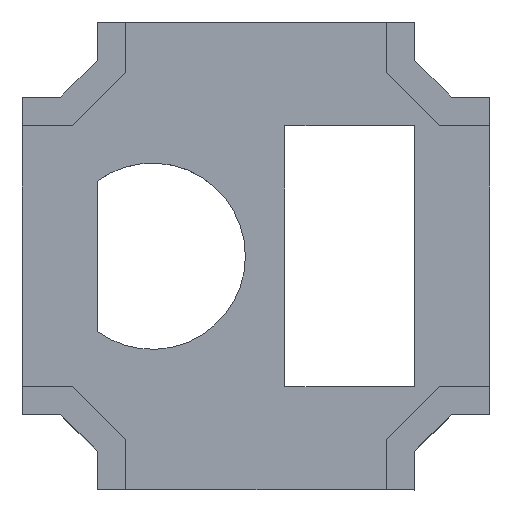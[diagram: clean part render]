
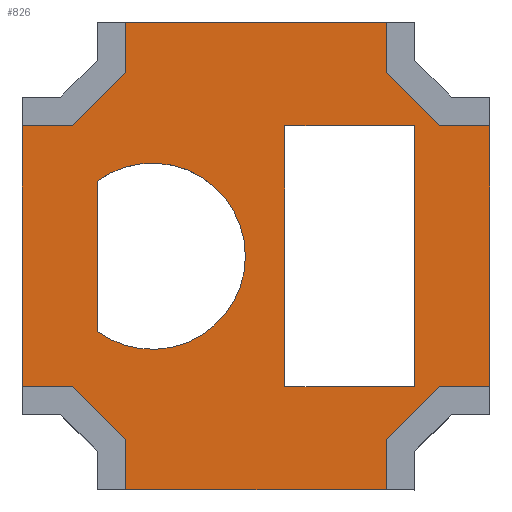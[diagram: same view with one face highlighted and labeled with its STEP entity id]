
A CAD part, top view. The second image highlights one B-rep face of the part: STEP entity #826.
In plain terms, the highlighted planar face has unit normal (0, 0, 1).
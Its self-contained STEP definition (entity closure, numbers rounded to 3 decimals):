
#17=FACE_BOUND('',#104,.T.);
#18=FACE_BOUND('',#105,.T.);
#20=CIRCLE('',#874,9.902);
#61=FACE_OUTER_BOUND('',#103,.T.);
#103=EDGE_LOOP('',(#726,#727,#728,#729,#730,#731,#732,#733,#734,#735,#736,
#737,#738,#739,#740,#741));
#104=EDGE_LOOP('',(#742,#743));
#105=EDGE_LOOP('',(#744,#745,#746,#747));
#106=LINE('',#1091,#218);
#110=LINE('',#1099,#222);
#113=LINE('',#1105,#225);
#121=LINE('',#1122,#233);
#125=LINE('',#1130,#237);
#128=LINE('',#1136,#240);
#136=LINE('',#1153,#248);
#140=LINE('',#1161,#252);
#143=LINE('',#1167,#255);
#151=LINE('',#1184,#263);
#155=LINE('',#1192,#267);
#158=LINE('',#1198,#270);
#188=LINE('',#1259,#300);
#192=LINE('',#1271,#304);
#196=LINE('',#1278,#308);
#197=LINE('',#1281,#309);
#201=LINE('',#1287,#313);
#203=LINE('',#1290,#315);
#207=LINE('',#1298,#319);
#212=LINE('',#1306,#324);
#217=LINE('',#1315,#329);
#218=VECTOR('',#893,10.);
#222=VECTOR('',#899,10.);
#225=VECTOR('',#904,10.);
#233=VECTOR('',#916,10.);
#237=VECTOR('',#922,10.);
#240=VECTOR('',#927,10.);
#248=VECTOR('',#939,10.);
#252=VECTOR('',#945,10.);
#255=VECTOR('',#950,10.);
#263=VECTOR('',#962,10.);
#267=VECTOR('',#968,10.);
#270=VECTOR('',#973,10.);
#300=VECTOR('',#1023,10.);
#304=VECTOR('',#1035,10.);
#308=VECTOR('',#1041,10.);
#309=VECTOR('',#1044,10.);
#313=VECTOR('',#1050,10.);
#315=VECTOR('',#1054,10.);
#319=VECTOR('',#1062,10.);
#324=VECTOR('',#1071,10.);
#329=VECTOR('',#1082,10.);
#330=VERTEX_POINT('',#1089);
#331=VERTEX_POINT('',#1090);
#334=VERTEX_POINT('',#1098);
#336=VERTEX_POINT('',#1104);
#342=VERTEX_POINT('',#1120);
#343=VERTEX_POINT('',#1121);
#346=VERTEX_POINT('',#1129);
#348=VERTEX_POINT('',#1135);
#354=VERTEX_POINT('',#1151);
#355=VERTEX_POINT('',#1152);
#358=VERTEX_POINT('',#1160);
#360=VERTEX_POINT('',#1166);
#366=VERTEX_POINT('',#1182);
#367=VERTEX_POINT('',#1183);
#370=VERTEX_POINT('',#1191);
#372=VERTEX_POINT('',#1197);
#392=VERTEX_POINT('',#1256);
#393=VERTEX_POINT('',#1258);
#396=VERTEX_POINT('',#1268);
#397=VERTEX_POINT('',#1270);
#399=VERTEX_POINT('',#1276);
#400=VERTEX_POINT('',#1280);
#406=EDGE_CURVE('',#330,#331,#106,.T.);
#410=EDGE_CURVE('',#331,#334,#110,.T.);
#413=EDGE_CURVE('',#336,#330,#113,.T.);
#421=EDGE_CURVE('',#342,#343,#121,.T.);
#425=EDGE_CURVE('',#343,#346,#125,.T.);
#428=EDGE_CURVE('',#348,#342,#128,.T.);
#436=EDGE_CURVE('',#354,#355,#136,.T.);
#440=EDGE_CURVE('',#355,#358,#140,.T.);
#443=EDGE_CURVE('',#360,#354,#143,.T.);
#451=EDGE_CURVE('',#366,#367,#151,.T.);
#455=EDGE_CURVE('',#367,#370,#155,.T.);
#458=EDGE_CURVE('',#372,#366,#158,.T.);
#488=EDGE_CURVE('',#393,#392,#188,.T.);
#491=EDGE_CURVE('',#392,#393,#20,.T.);
#494=EDGE_CURVE('',#397,#396,#192,.T.);
#498=EDGE_CURVE('',#396,#399,#196,.T.);
#499=EDGE_CURVE('',#400,#397,#197,.T.);
#503=EDGE_CURVE('',#399,#400,#201,.T.);
#505=EDGE_CURVE('',#370,#336,#203,.T.);
#509=EDGE_CURVE('',#334,#348,#207,.T.);
#514=EDGE_CURVE('',#358,#372,#212,.T.);
#519=EDGE_CURVE('',#346,#360,#217,.T.);
#726=ORIENTED_EDGE('',*,*,#410,.T.);
#727=ORIENTED_EDGE('',*,*,#509,.T.);
#728=ORIENTED_EDGE('',*,*,#428,.T.);
#729=ORIENTED_EDGE('',*,*,#421,.T.);
#730=ORIENTED_EDGE('',*,*,#425,.T.);
#731=ORIENTED_EDGE('',*,*,#519,.T.);
#732=ORIENTED_EDGE('',*,*,#443,.T.);
#733=ORIENTED_EDGE('',*,*,#436,.T.);
#734=ORIENTED_EDGE('',*,*,#440,.T.);
#735=ORIENTED_EDGE('',*,*,#514,.T.);
#736=ORIENTED_EDGE('',*,*,#458,.T.);
#737=ORIENTED_EDGE('',*,*,#451,.T.);
#738=ORIENTED_EDGE('',*,*,#455,.T.);
#739=ORIENTED_EDGE('',*,*,#505,.T.);
#740=ORIENTED_EDGE('',*,*,#413,.T.);
#741=ORIENTED_EDGE('',*,*,#406,.T.);
#742=ORIENTED_EDGE('',*,*,#488,.T.);
#743=ORIENTED_EDGE('',*,*,#491,.T.);
#744=ORIENTED_EDGE('',*,*,#503,.T.);
#745=ORIENTED_EDGE('',*,*,#499,.T.);
#746=ORIENTED_EDGE('',*,*,#494,.T.);
#747=ORIENTED_EDGE('',*,*,#498,.T.);
#786=PLANE('',#888);
#826=ADVANCED_FACE('',(#61,#17,#18),#786,.T.);
#874=AXIS2_PLACEMENT_3D('',#1263,#1029,#1030);
#888=AXIS2_PLACEMENT_3D('',#1317,#1085,#1086);
#893=DIRECTION('',(-0.707,0.707,0.));
#899=DIRECTION('',(0.,1.,0.));
#904=DIRECTION('',(-1.,0.,0.));
#916=DIRECTION('',(-0.707,-0.707,0.));
#922=DIRECTION('',(-1.,0.,0.));
#927=DIRECTION('',(0.,-1.,0.));
#939=DIRECTION('',(0.707,-0.707,0.));
#945=DIRECTION('',(0.,-1.,0.));
#950=DIRECTION('',(1.,0.,0.));
#962=DIRECTION('',(0.707,0.707,0.));
#968=DIRECTION('',(1.,0.,0.));
#973=DIRECTION('',(0.,1.,0.));
#1023=DIRECTION('',(0.,1.,0.));
#1029=DIRECTION('center_axis',(0.,0.,
-1.));
#1030=DIRECTION('ref_axis',(0.59,0.808,0.));
#1035=DIRECTION('',(0.,1.,0.));
#1041=DIRECTION('',(1.,0.,0.));
#1044=DIRECTION('',(-1.,0.,0.));
#1050=DIRECTION('',(0.,-1.,0.));
#1054=DIRECTION('',(0.,1.,0.));
#1062=DIRECTION('',(-1.,0.,0.));
#1071=DIRECTION('',(1.,0.,0.));
#1082=DIRECTION('',(0.,-1.,0.));
#1085=DIRECTION('center_axis',(0.,0.,
1.));
#1086=DIRECTION('ref_axis',(1.,0.,0.));
#1089=CARTESIAN_POINT('',(19.527,13.869,2.));
#1090=CARTESIAN_POINT('',(13.869,19.527,2.));
#1091=CARTESIAN_POINT('',(10.068,23.327,2.));
#1098=CARTESIAN_POINT('',(13.869,24.85,2.));
#1099=CARTESIAN_POINT('',(13.869,12.425,2.));
#1104=CARTESIAN_POINT('',(24.85,13.869,2.));
#1105=CARTESIAN_POINT('',(-0.667,13.869,2.));
#1120=CARTESIAN_POINT('',(-13.869,19.527,2.));
#1121=CARTESIAN_POINT('',(-19.527,13.869,2.));
#1122=CARTESIAN_POINT('',(-23.327,10.068,2.));
#1129=CARTESIAN_POINT('',(-24.85,13.869,2.));
#1130=CARTESIAN_POINT('',(-22.855,13.869,2.));
#1135=CARTESIAN_POINT('',(-13.869,24.85,2.));
#1136=CARTESIAN_POINT('',(-13.869,9.763,2.));
#1151=CARTESIAN_POINT('',(-19.527,-13.869,2.));
#1152=CARTESIAN_POINT('',(-13.869,-19.527,2.));
#1153=CARTESIAN_POINT('',(-20.498,-12.897,2.));
#1160=CARTESIAN_POINT('',(-13.869,-24.85,2.));
#1161=CARTESIAN_POINT('',(-13.869,-12.425,2.));
#1166=CARTESIAN_POINT('',(-24.85,-13.869,2.));
#1167=CARTESIAN_POINT('',(-20.193,-13.869,2.));
#1182=CARTESIAN_POINT('',(13.869,-19.527,2.));
#1183=CARTESIAN_POINT('',(19.527,-13.869,2.));
#1184=CARTESIAN_POINT('',(12.897,-20.498,2.));
#1191=CARTESIAN_POINT('',(24.85,-13.869,2.));
#1192=CARTESIAN_POINT('',(1.995,-13.869,2.));
#1197=CARTESIAN_POINT('',(13.869,-24.85,2.));
#1198=CARTESIAN_POINT('',(13.869,-9.763,2.));
#1256=CARTESIAN_POINT('',(-16.87,7.997,2.));
#1258=CARTESIAN_POINT('',(-16.87,-7.997,2.));
#1259=CARTESIAN_POINT('',(-16.87,3.999,2.));
#1263=CARTESIAN_POINT('Origin',(-11.03,0.,
2.));
#1268=CARTESIAN_POINT('',(3.07,13.87,2.));
#1270=CARTESIAN_POINT('',(3.07,-13.87,2.));
#1271=CARTESIAN_POINT('',(3.07,-13.87,2.));
#1276=CARTESIAN_POINT('',(16.87,13.87,2.));
#1278=CARTESIAN_POINT('',(-16.87,13.87,2.));
#1280=CARTESIAN_POINT('',(16.87,-13.87,2.));
#1281=CARTESIAN_POINT('',(-16.87,-13.87,2.));
#1287=CARTESIAN_POINT('',(16.87,16.87,2.));
#1290=CARTESIAN_POINT('',(24.85,-16.87,2.));
#1298=CARTESIAN_POINT('',(16.87,24.85,2.));
#1306=CARTESIAN_POINT('',(16.87,-24.85,2.));
#1315=CARTESIAN_POINT('',(-24.85,-16.87,2.));
#1317=CARTESIAN_POINT('Origin',(-20.86,0.,
2.));
